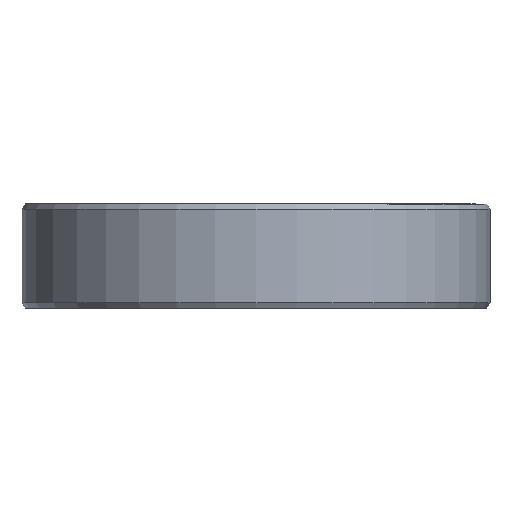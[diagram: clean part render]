
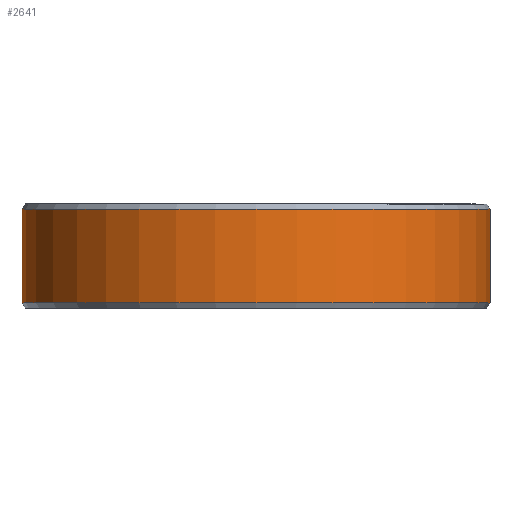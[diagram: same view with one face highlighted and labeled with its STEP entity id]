
A CAD part, left-side view. The second image highlights one B-rep face of the part: STEP entity #2641.
In plain terms, the highlighted cylindrical face has radius 9 mm (diameter 18 mm), a partial arc.
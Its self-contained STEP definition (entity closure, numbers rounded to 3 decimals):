
#221 = CARTESIAN_POINT ( 'NONE',  ( 0., 9., 1.8 ) ) ;
#236 = CARTESIAN_POINT ( 'NONE',  ( 0., 0., 2. ) ) ;
#246 = DIRECTION ( 'NONE',  ( 0., 0., 1. ) ) ;
#318 = VERTEX_POINT ( 'NONE', #2178 ) ;
#371 = LINE ( 'NONE', #1485, #2427 ) ;
#436 = DIRECTION ( 'NONE',  ( 0., 0., 1. ) ) ;
#448 = EDGE_CURVE ( 'NONE', #2642, #738, #743, .T. ) ;
#508 = CIRCLE ( 'NONE', #654, 9. ) ;
#571 = DIRECTION ( 'NONE',  ( 0., -1., 0. ) ) ;
#638 = CARTESIAN_POINT ( 'NONE',  ( 0., -9., 1.8 ) ) ;
#654 = AXIS2_PLACEMENT_3D ( 'NONE', #1772, #1590, #571 ) ;
#698 = CYLINDRICAL_SURFACE ( 'NONE', #1339, 9. ) ;
#710 = DIRECTION ( 'NONE',  ( 0., 0., 1. ) ) ;
#738 = VERTEX_POINT ( 'NONE', #638 ) ;
#743 = CIRCLE ( 'NONE', #2179, 9. ) ;
#867 = VERTEX_POINT ( 'NONE', #1530 ) ;
#889 = CARTESIAN_POINT ( 'NONE',  ( 0., 9., 2. ) ) ;
#936 = DIRECTION ( 'NONE',  ( 0., -1., 0. ) ) ;
#1074 = ORIENTED_EDGE ( 'NONE', *, *, #1826, .F. ) ;
#1188 = DIRECTION ( 'NONE',  ( 0., 0., 1. ) ) ;
#1263 = DIRECTION ( 'NONE',  ( 0., -1., 0. ) ) ;
#1339 = AXIS2_PLACEMENT_3D ( 'NONE', #236, #436, #1263 ) ;
#1429 = ORIENTED_EDGE ( 'NONE', *, *, #448, .F. ) ;
#1448 = LINE ( 'NONE', #889, #2589 ) ;
#1485 = CARTESIAN_POINT ( 'NONE',  ( 0., -9., 2. ) ) ;
#1530 = CARTESIAN_POINT ( 'NONE',  ( 0., 9., -1.8 ) ) ;
#1590 = DIRECTION ( 'NONE',  ( 0., 0., 1. ) ) ;
#1772 = CARTESIAN_POINT ( 'NONE',  ( 0., 0., -1.8 ) ) ;
#1826 = EDGE_CURVE ( 'NONE', #867, #2642, #1448, .T. ) ;
#1830 = ORIENTED_EDGE ( 'NONE', *, *, #2662, .T. ) ;
#2032 = EDGE_CURVE ( 'NONE', #867, #318, #508, .T. ) ;
#2126 = FACE_OUTER_BOUND ( 'NONE', #2655, .T. ) ;
#2178 = CARTESIAN_POINT ( 'NONE',  ( 0., -9., -1.8 ) ) ;
#2179 = AXIS2_PLACEMENT_3D ( 'NONE', #2400, #1188, #936 ) ;
#2244 = ORIENTED_EDGE ( 'NONE', *, *, #2032, .T. ) ;
#2400 = CARTESIAN_POINT ( 'NONE',  ( 0., 0., 1.8 ) ) ;
#2427 = VECTOR ( 'NONE', #246, 1000. ) ;
#2589 = VECTOR ( 'NONE', #710, 1000. ) ;
#2641 = ADVANCED_FACE ( 'NONE', ( #2126 ), #698, .T. ) ;
#2642 = VERTEX_POINT ( 'NONE', #221 ) ;
#2655 = EDGE_LOOP ( 'NONE', ( #1074, #2244, #1830, #1429 ) ) ;
#2662 = EDGE_CURVE ( 'NONE', #318, #738, #371, .T. ) ;
